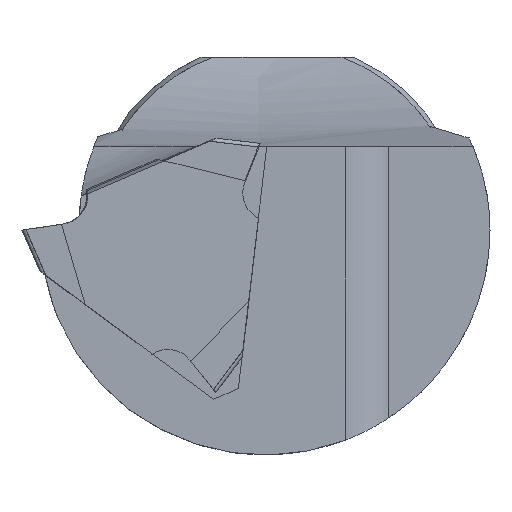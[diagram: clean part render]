
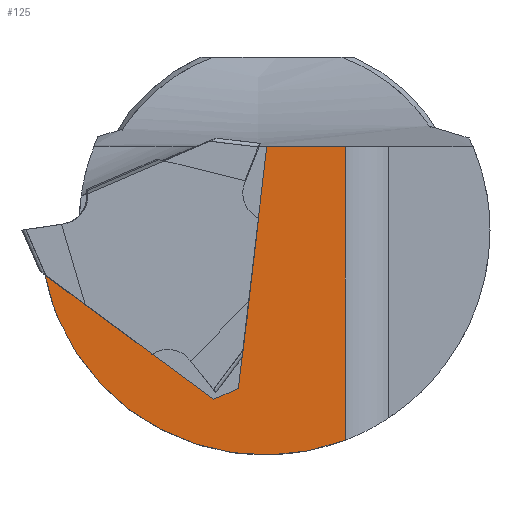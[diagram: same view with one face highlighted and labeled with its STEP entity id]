
A CAD part, left-side view. The second image highlights one B-rep face of the part: STEP entity #125.
In plain terms, the highlighted planar face has unit normal (-1, 0, 0).
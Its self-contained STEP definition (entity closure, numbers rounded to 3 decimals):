
#62=PLANE('',#1125);
#97=B_SPLINE_CURVE_WITH_KNOTS('',3,(#1520,#1521,#1522,#1523),
 .UNSPECIFIED.,.F.,.F.,(4,4),(0.,1.),.UNSPECIFIED.);
#125=ADVANCED_FACE('',(#198),#62,.T.);
#198=FACE_OUTER_BOUND('',#255,.T.);
#255=EDGE_LOOP('',(#538,#539,#540,#541,#542,#543,#544));
#313=LINE('',#1857,#402);
#314=LINE('',#1858,#403);
#315=LINE('',#1860,#404);
#316=LINE('',#1862,#405);
#402=VECTOR('',#1244,1.);
#403=VECTOR('',#1245,1.);
#404=VECTOR('',#1246,1.);
#405=VECTOR('',#1247,1.);
#489=CIRCLE('',#1115,12.5);
#492=CIRCLE('',#1124,11.9);
#538=ORIENTED_EDGE('',*,*,#932,.F.);
#539=ORIENTED_EDGE('',*,*,#956,.F.);
#540=ORIENTED_EDGE('',*,*,#957,.F.);
#541=ORIENTED_EDGE('',*,*,#933,.T.);
#542=ORIENTED_EDGE('',*,*,#958,.F.);
#543=ORIENTED_EDGE('',*,*,#959,.F.);
#544=ORIENTED_EDGE('',*,*,#960,.F.);
#824=VERTEX_POINT('',#1512);
#827=VERTEX_POINT('',#1517);
#828=VERTEX_POINT('',#1524);
#829=VERTEX_POINT('',#1525);
#848=VERTEX_POINT('',#1856);
#849=VERTEX_POINT('',#1859);
#850=VERTEX_POINT('',#1861);
#932=EDGE_CURVE('',#827,#824,#489,.T.);
#933=EDGE_CURVE('',#828,#829,#97,.T.);
#956=EDGE_CURVE('',#848,#827,#492,.T.);
#957=EDGE_CURVE('',#828,#848,#313,.T.);
#958=EDGE_CURVE('',#849,#829,#314,.T.);
#959=EDGE_CURVE('',#850,#849,#315,.T.);
#960=EDGE_CURVE('',#824,#850,#316,.T.);
#1115=AXIS2_PLACEMENT_3D('',#1518,#1222,#1223);
#1124=AXIS2_PLACEMENT_3D('',#1855,#1242,#1243);
#1125=AXIS2_PLACEMENT_3D('',#1863,#1248,#1249);
#1222=DIRECTION('',(1.,0.,0.));
#1223=DIRECTION('',(0.,1.,0.));
#1242=DIRECTION('',(1.,0.,0.));
#1243=DIRECTION('',(0.,1.,0.));
#1244=DIRECTION('',(0.,0.,-1.));
#1245=DIRECTION('',(0.,-0.117,0.993));
#1246=DIRECTION('',(0.,-0.917,0.398));
#1247=DIRECTION('',(0.,-0.805,-0.594));
#1248=DIRECTION('',(-1.,0.,0.));
#1249=DIRECTION('',(0.,1.,0.));
#1512=CARTESIAN_POINT('',(0.25,12.272,-2.376));
#1517=CARTESIAN_POINT('',(0.25,11.587,-4.691));
#1518=CARTESIAN_POINT('',(0.25,0.,0.));
#1520=CARTESIAN_POINT('',(0.25,-3.601,4.4));
#1521=CARTESIAN_POINT('',(0.25,-2.216,4.4));
#1522=CARTESIAN_POINT('',(0.25,-0.83,4.4));
#1523=CARTESIAN_POINT('',(0.25,0.555,4.4));
#1524=CARTESIAN_POINT('',(0.25,-3.601,4.4));
#1525=CARTESIAN_POINT('',(0.25,0.555,4.4));
#1855=CARTESIAN_POINT('',(0.25,0.65,0.));
#1856=CARTESIAN_POINT('',(0.25,-3.601,-11.115));
#1857=CARTESIAN_POINT('',(0.25,-3.601,272.766));
#1858=CARTESIAN_POINT('',(0.25,-30.417,267.598));
#1859=CARTESIAN_POINT('',(0.25,2.06,-8.383));
#1860=CARTESIAN_POINT('',(0.25,-91.04,32.049));
#1861=CARTESIAN_POINT('',(0.25,3.361,-8.948));
#1862=CARTESIAN_POINT('',(0.25,144.498,95.139));
#1863=CARTESIAN_POINT('',(0.25,13.5,272.766));
